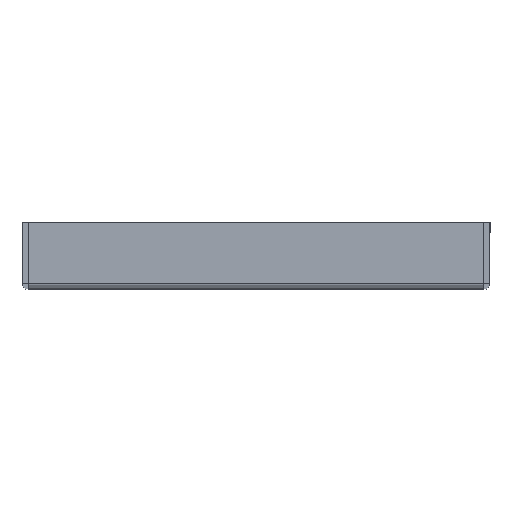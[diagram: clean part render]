
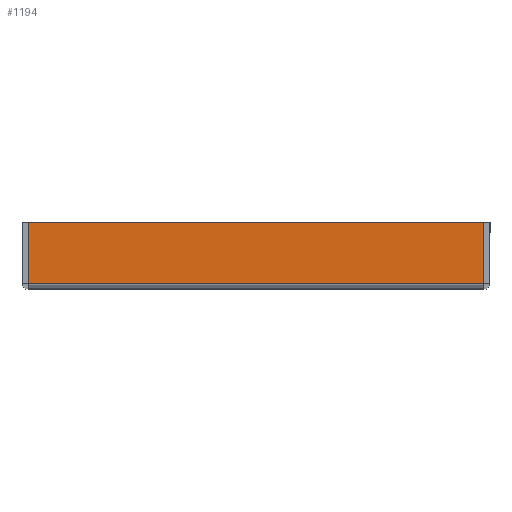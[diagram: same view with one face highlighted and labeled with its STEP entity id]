
A CAD part, left-side view. The second image highlights one B-rep face of the part: STEP entity #1194.
In plain terms, the highlighted planar face has unit normal (-1, 0, 0).
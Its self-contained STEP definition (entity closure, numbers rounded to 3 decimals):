
#3 = DIRECTION ( 'NONE',  ( 0., 0., -1. ) ) ;
#12 = CARTESIAN_POINT ( 'NONE',  ( -848.5, -55.99, 1.6 ) ) ;
#29 = CARTESIAN_POINT ( 'NONE',  ( -848.5, -55.99, 16.5 ) ) ;
#30 = DIRECTION ( 'NONE',  ( 0., 1., 0. ) ) ;
#33 = CARTESIAN_POINT ( 'NONE',  ( -848.5, 55.99, 1.5 ) ) ;
#51 = CARTESIAN_POINT ( 'NONE',  ( -848.5, 55.99, 16.5 ) ) ;
#71 = DIRECTION ( 'NONE',  ( 0., 1., 0. ) ) ;
#84 = DIRECTION ( 'NONE',  ( 0., 0., 1. ) ) ;
#161 = DIRECTION ( 'NONE',  ( 0., 0., -1. ) ) ;
#162 = DIRECTION ( 'NONE',  ( 1., 0., 0. ) ) ;
#166 = PLANE ( 'NONE',  #768 ) ;
#168 = CARTESIAN_POINT ( 'NONE',  ( -848.5, -55.99, 1.5 ) ) ;
#768 = AXIS2_PLACEMENT_3D ( 'NONE', #168, #162, #161 ) ;
#936 = EDGE_CURVE ( 'NONE', #3346, #3472, #2217, .T. ) ;
#938 = EDGE_CURVE ( 'NONE', #3346, #1970, #2139, .T. ) ;
#939 = EDGE_CURVE ( 'NONE', #3477, #3472, #2769, .T. ) ;
#944 = EDGE_CURVE ( 'NONE', #1970, #3477, #2293, .T. ) ;
#1106 = FACE_OUTER_BOUND ( 'NONE', #1753, .T. ) ;
#1194 = ADVANCED_FACE ( 'NONE', ( #1106 ), #166, .F. ) ;
#1475 = ORIENTED_EDGE ( 'NONE', *, *, #938, .T. ) ;
#1660 = ORIENTED_EDGE ( 'NONE', *, *, #944, .T. ) ;
#1694 = ORIENTED_EDGE ( 'NONE', *, *, #936, .F. ) ;
#1740 = ORIENTED_EDGE ( 'NONE', *, *, #939, .T. ) ;
#1753 = EDGE_LOOP ( 'NONE', ( #1694, #1475, #1660, #1740 ) ) ;
#1970 = VERTEX_POINT ( 'NONE', #3121 ) ;
#2139 = LINE ( 'NONE', #29, #2691 ) ;
#2191 = VECTOR ( 'NONE', #71, 1000. ) ;
#2217 = LINE ( 'NONE', #12, #2418 ) ;
#2293 = LINE ( 'NONE', #51, #2191 ) ;
#2418 = VECTOR ( 'NONE', #30, 1000. ) ;
#2494 = VECTOR ( 'NONE', #3, 1000. ) ;
#2691 = VECTOR ( 'NONE', #84, 1000. ) ;
#2769 = LINE ( 'NONE', #33, #2494 ) ;
#2968 = CARTESIAN_POINT ( 'NONE',  ( -848.5, 55.99, 16.5 ) ) ;
#2993 = CARTESIAN_POINT ( 'NONE',  ( -848.5, 55.99, 1.6 ) ) ;
#3039 = CARTESIAN_POINT ( 'NONE',  ( -848.5, -55.99, 1.6 ) ) ;
#3121 = CARTESIAN_POINT ( 'NONE',  ( -848.5, -55.99, 16.5 ) ) ;
#3346 = VERTEX_POINT ( 'NONE', #3039 ) ;
#3472 = VERTEX_POINT ( 'NONE', #2993 ) ;
#3477 = VERTEX_POINT ( 'NONE', #2968 ) ;
